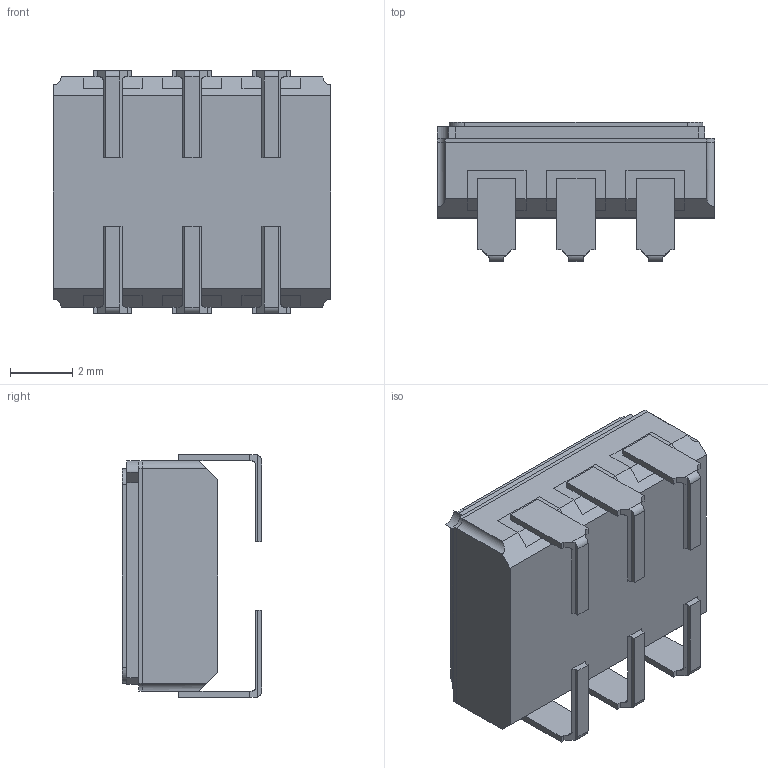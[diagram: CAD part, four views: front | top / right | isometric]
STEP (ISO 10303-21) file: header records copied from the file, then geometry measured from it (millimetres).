
FILE_DESCRIPTION (( 'STEP AP214' ), '1' );
FILE_NAME ('QT193.STEP', '2023-08-15T16:20:06', ( '' ), ( '' ), 'SwSTEP 2.0', 'SolidWorks 2022', '' );
FILE_SCHEMA (( 'AUTOMOTIVE_DESIGN' ));
Length unit declared in the file: inch
Products named in the file (1): QT193
Bounding box: 8.89 x 4.46 x 7.77 mm (x, y, z)
Volume: 104.4 mm3; surface area: 558 mm2
Topology: 11 solids, 11 shells, 370 faces, 978 edges, 648 vertices
Faces by surface type: plane 281, bspline 52, cylinder 37
Entity records: 19184 total; most frequent: CARTESIAN_POINT 5421, ORIENTED_EDGE 1956, DIRECTION 1542, EDGE_CURVE 978, VECTOR 788, LINE 788, VERTEX_POINT 648, EDGE_LOOP 390
